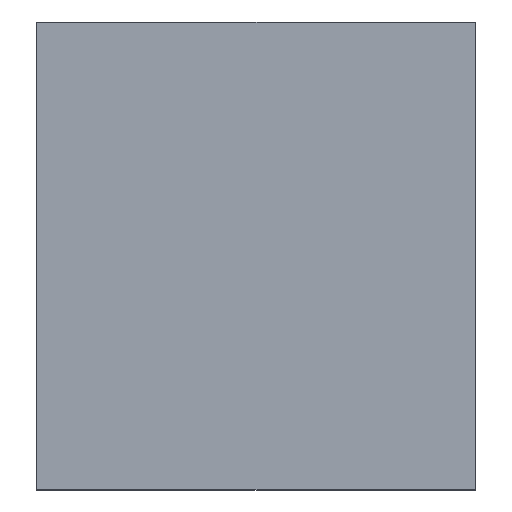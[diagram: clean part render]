
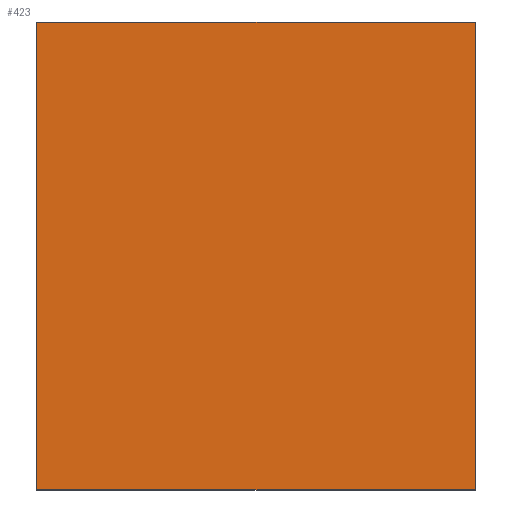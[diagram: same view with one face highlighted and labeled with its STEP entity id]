
A CAD part, left-side view. The second image highlights one B-rep face of the part: STEP entity #423.
In plain terms, the highlighted planar face has unit normal (-1, 0, 0).
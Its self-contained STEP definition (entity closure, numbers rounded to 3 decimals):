
#10 = LINE ( 'NONE', #340, #787 ) ;
#29 = VERTEX_POINT ( 'NONE', #911 ) ;
#70 = EDGE_CURVE ( 'NONE', #277, #467, #10, .T. ) ;
#74 = CARTESIAN_POINT ( 'NONE',  ( -1.6, 1.5, 0.8 ) ) ;
#110 = EDGE_CURVE ( 'NONE', #888, #29, #372, .T. ) ;
#128 = LINE ( 'NONE', #868, #306 ) ;
#134 = EDGE_CURVE ( 'NONE', #467, #29, #388, .T. ) ;
#184 = EDGE_CURVE ( 'NONE', #277, #888, #128, .T. ) ;
#193 = CARTESIAN_POINT ( 'NONE',  ( -1.6, 0., 0.8 ) ) ;
#220 = ORIENTED_EDGE ( 'NONE', *, *, #134, .T. ) ;
#226 = PLANE ( 'NONE',  #337 ) ;
#277 = VERTEX_POINT ( 'NONE', #664 ) ;
#293 = ORIENTED_EDGE ( 'NONE', *, *, #70, .T. ) ;
#306 = VECTOR ( 'NONE', #742, 1000. ) ;
#337 = AXIS2_PLACEMENT_3D ( 'NONE', #74, #741, #875 ) ;
#340 = CARTESIAN_POINT ( 'NONE',  ( -1.6, 1.5, -0.8 ) ) ;
#342 = ORIENTED_EDGE ( 'NONE', *, *, #184, .F. ) ;
#372 = LINE ( 'NONE', #570, #692 ) ;
#388 = LINE ( 'NONE', #193, #631 ) ;
#423 = ADVANCED_FACE ( 'NONE', ( #914 ), #226, .F. ) ;
#467 = VERTEX_POINT ( 'NONE', #679 ) ;
#570 = CARTESIAN_POINT ( 'NONE',  ( -1.6, 1.5, 0.8 ) ) ;
#595 = CARTESIAN_POINT ( 'NONE',  ( -1.6, 1.5, 0.8 ) ) ;
#626 = DIRECTION ( 'NONE',  ( 0., -1., 0. ) ) ;
#631 = VECTOR ( 'NONE', #786, 1000. ) ;
#644 = DIRECTION ( 'NONE',  ( 0., -1., 0. ) ) ;
#664 = CARTESIAN_POINT ( 'NONE',  ( -1.6, 1.5, -0.8 ) ) ;
#679 = CARTESIAN_POINT ( 'NONE',  ( -1.6, 0., -0.8 ) ) ;
#692 = VECTOR ( 'NONE', #644, 1000. ) ;
#704 = ORIENTED_EDGE ( 'NONE', *, *, #110, .F. ) ;
#741 = DIRECTION ( 'NONE',  ( 1., 0., 0. ) ) ;
#742 = DIRECTION ( 'NONE',  ( 0., 0., 1. ) ) ;
#786 = DIRECTION ( 'NONE',  ( 0., 0., 1. ) ) ;
#787 = VECTOR ( 'NONE', #626, 1000. ) ;
#868 = CARTESIAN_POINT ( 'NONE',  ( -1.6, 1.5, 0.8 ) ) ;
#869 = EDGE_LOOP ( 'NONE', ( #220, #704, #342, #293 ) ) ;
#875 = DIRECTION ( 'NONE',  ( 0., 0., -1. ) ) ;
#888 = VERTEX_POINT ( 'NONE', #595 ) ;
#911 = CARTESIAN_POINT ( 'NONE',  ( -1.6, 0., 0.8 ) ) ;
#914 = FACE_OUTER_BOUND ( 'NONE', #869, .T. ) ;
